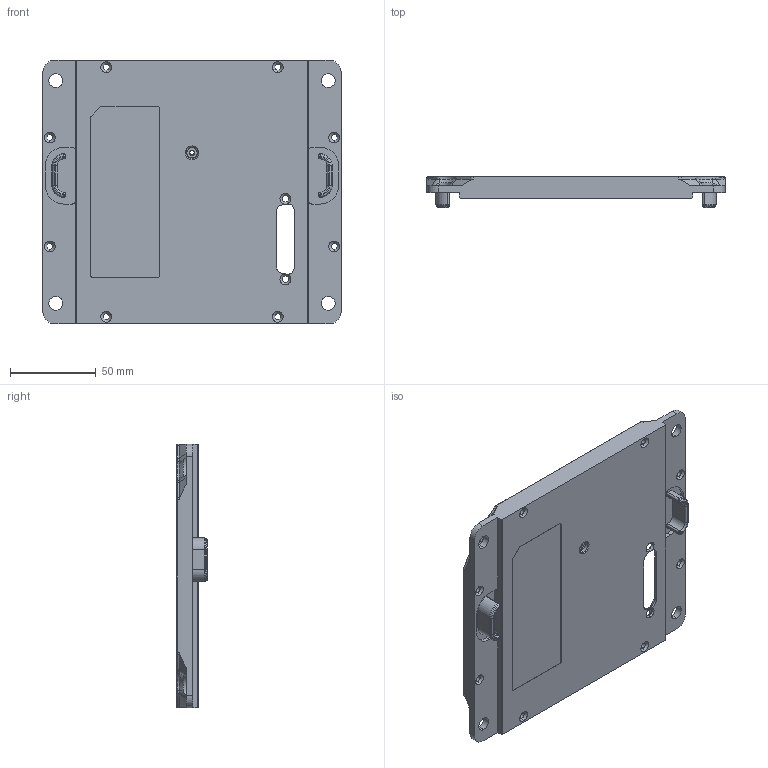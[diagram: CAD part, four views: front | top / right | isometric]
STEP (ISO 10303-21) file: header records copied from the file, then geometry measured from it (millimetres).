
FILE_DESCRIPTION (( 'STEP AP214' ), '1' );
FILE_NAME ('201337_switch.STEP', '2018-12-12T04:27:08', ( '' ), ( '' ), 'SwSTEP 2.0', 'SolidWorks 2011', '' );
FILE_SCHEMA (( 'AUTOMOTIVE_DESIGN' ));
Length unit declared in the file: millimetre
Products named in the file (1): 201337_switch
Bounding box: 173.99 x 17.96 x 153.74 mm (x, y, z)
Volume: 80757 mm3; surface area: 73115 mm2
Topology: 1 solids, 1 shells, 562 faces, 1467 edges, 912 vertices
Faces by surface type: cylinder 290, cone 116, plane 114, torus 26, sphere 12, bspline 4
Entity records: 17655 total; most frequent: DIRECTION 3289, CARTESIAN_POINT 3164, ORIENTED_EDGE 2910, EDGE_CURVE 1455, AXIS2_PLACEMENT_3D 1309, VERTEX_POINT 912, CIRCLE 750, LINE 671
